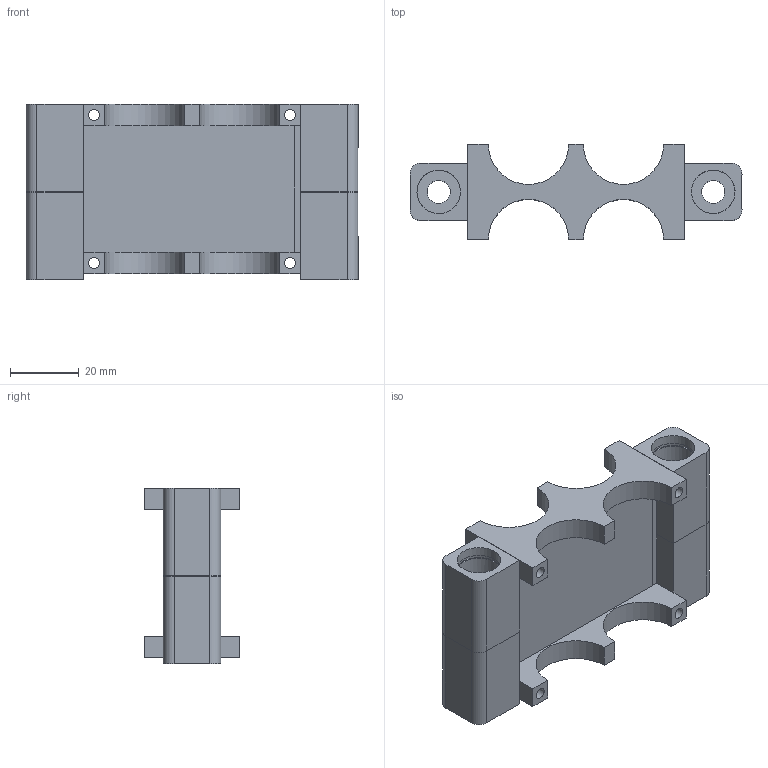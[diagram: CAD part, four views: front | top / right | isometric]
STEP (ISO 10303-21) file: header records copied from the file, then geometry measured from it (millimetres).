
FILE_DESCRIPTION(/* description */ (''),/* implementation_level */ '2;1');
FILE_NAME(/* name */ 'tubeholder.stp',/* time_stamp */ '2018-01-10T14:51:35-05:00',/* author */ (''),/* organization */ (''),/* preprocessor_version */ 'ST-DEVELOPER v16',/* originating_system */ 'SIEMENS PLM Software NX 11.0',/* authorisation */ '');
FILE_SCHEMA (('AUTOMOTIVE_DESIGN { 1 0 10303 214 3 1 1 1 }'));
Length unit declared in the file: inch
Products named in the file (3): tubeholderbase; bearing_holder; tubeholder
Assembly tree (5 placements, depth 2):
  tubeholder
    bearing_holder  x4
    tubeholderbase
Bounding box: 96.77 x 27.69 x 51.28 mm (x, y, z)
Volume: 34202.5 mm3; surface area: 24627.9 mm2
Topology: 5 solids, 5 shells, 95 faces, 229 edges, 156 vertices
Faces by surface type: plane 59, cylinder 36
Full cylindrical faces by diameter (mm): 3.175 x4, 6.731 x4, 12.7 x8, 13.411 x4
Entity records: 1605 total; most frequent: DIRECTION 268, CARTESIAN_POINT 266, ORIENTED_EDGE 242, EDGE_CURVE 121, AXIS2_PLACEMENT_3D 92, VERTEX_POINT 86, LINE 84, VECTOR 84
